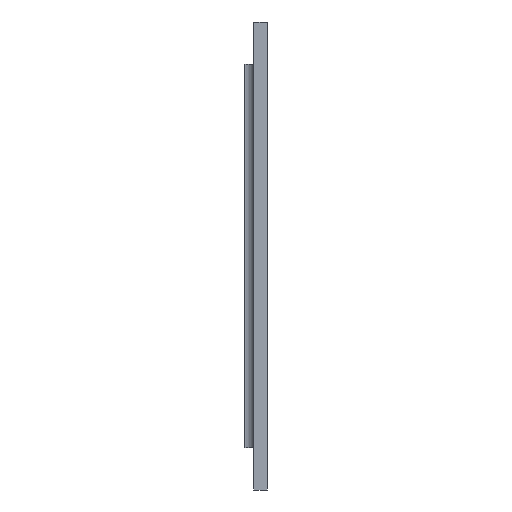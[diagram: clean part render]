
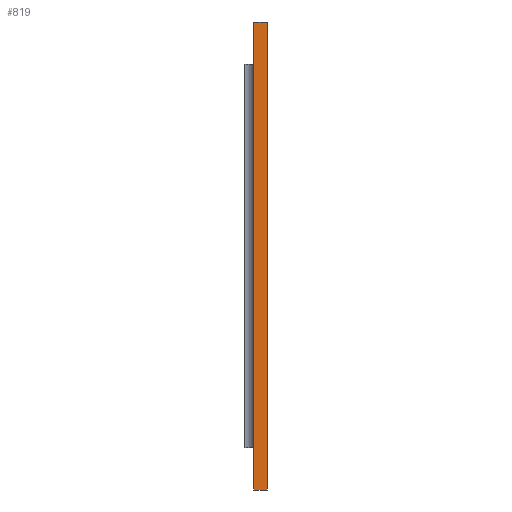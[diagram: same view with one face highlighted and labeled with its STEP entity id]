
A CAD part, left-side view. The second image highlights one B-rep face of the part: STEP entity #819.
In plain terms, the highlighted planar face has unit normal (-1, 0, 0).
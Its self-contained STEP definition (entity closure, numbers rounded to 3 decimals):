
#217 = LINE ( 'NONE', #3320, #9059 ) ;
#819 = ADVANCED_FACE ( 'NONE', ( #8133 ), #2000, .F. ) ;
#826 = CARTESIAN_POINT ( 'NONE',  ( 809.975, -65.58, -522.201 ) ) ;
#1109 = EDGE_CURVE ( 'NONE', #3745, #5302, #217, .T. ) ;
#1380 = ORIENTED_EDGE ( 'NONE', *, *, #1413, .T. ) ;
#1413 = EDGE_CURVE ( 'NONE', #6957, #9249, #4855, .T. ) ;
#2000 = PLANE ( 'NONE',  #5535 ) ;
#2011 = ORIENTED_EDGE ( 'NONE', *, *, #8418, .F. ) ;
#2426 = VECTOR ( 'NONE', #5207, 1000. ) ;
#3320 = CARTESIAN_POINT ( 'NONE',  ( 809.975, -63.58, -522.201 ) ) ;
#3504 = DIRECTION ( 'NONE',  ( 0., 0., -1. ) ) ;
#3702 = CARTESIAN_POINT ( 'NONE',  ( 809.975, -63.58, -625.601 ) ) ;
#3745 = VERTEX_POINT ( 'NONE', #826 ) ;
#4379 = CARTESIAN_POINT ( 'NONE',  ( 809.975, -68.58, -625.601 ) ) ;
#4855 = LINE ( 'NONE', #3702, #2426 ) ;
#5113 = DIRECTION ( 'NONE',  ( 0., 0., 1. ) ) ;
#5130 = CARTESIAN_POINT ( 'NONE',  ( 809.975, -65.58, -625.601 ) ) ;
#5207 = DIRECTION ( 'NONE',  ( 0., -1., 0. ) ) ;
#5302 = VERTEX_POINT ( 'NONE', #9513 ) ;
#5416 = VECTOR ( 'NONE', #6456, 1000. ) ;
#5535 = AXIS2_PLACEMENT_3D ( 'NONE', #7213, #5740, #3504 ) ;
#5740 = DIRECTION ( 'NONE',  ( 1., 0., 0. ) ) ;
#6055 = ORIENTED_EDGE ( 'NONE', *, *, #7544, .T. ) ;
#6140 = ORIENTED_EDGE ( 'NONE', *, *, #1109, .F. ) ;
#6456 = DIRECTION ( 'NONE',  ( 0., 0., 1. ) ) ;
#6957 = VERTEX_POINT ( 'NONE', #5130 ) ;
#7213 = CARTESIAN_POINT ( 'NONE',  ( 809.975, -63.58, -625.601 ) ) ;
#7341 = CARTESIAN_POINT ( 'NONE',  ( 809.975, -65.58, 0. ) ) ;
#7396 = LINE ( 'NONE', #9520, #5416 ) ;
#7544 = EDGE_CURVE ( 'NONE', #9249, #5302, #7396, .T. ) ;
#7775 = DIRECTION ( 'NONE',  ( 0., -1., 0. ) ) ;
#7969 = LINE ( 'NONE', #7341, #9021 ) ;
#8133 = FACE_OUTER_BOUND ( 'NONE', #9503, .T. ) ;
#8418 = EDGE_CURVE ( 'NONE', #6957, #3745, #7969, .T. ) ;
#9021 = VECTOR ( 'NONE', #5113, 1000. ) ;
#9059 = VECTOR ( 'NONE', #7775, 1000. ) ;
#9249 = VERTEX_POINT ( 'NONE', #4379 ) ;
#9503 = EDGE_LOOP ( 'NONE', ( #2011, #1380, #6055, #6140 ) ) ;
#9513 = CARTESIAN_POINT ( 'NONE',  ( 809.975, -68.58, -522.201 ) ) ;
#9520 = CARTESIAN_POINT ( 'NONE',  ( 809.975, -68.58, -625.601 ) ) ;
